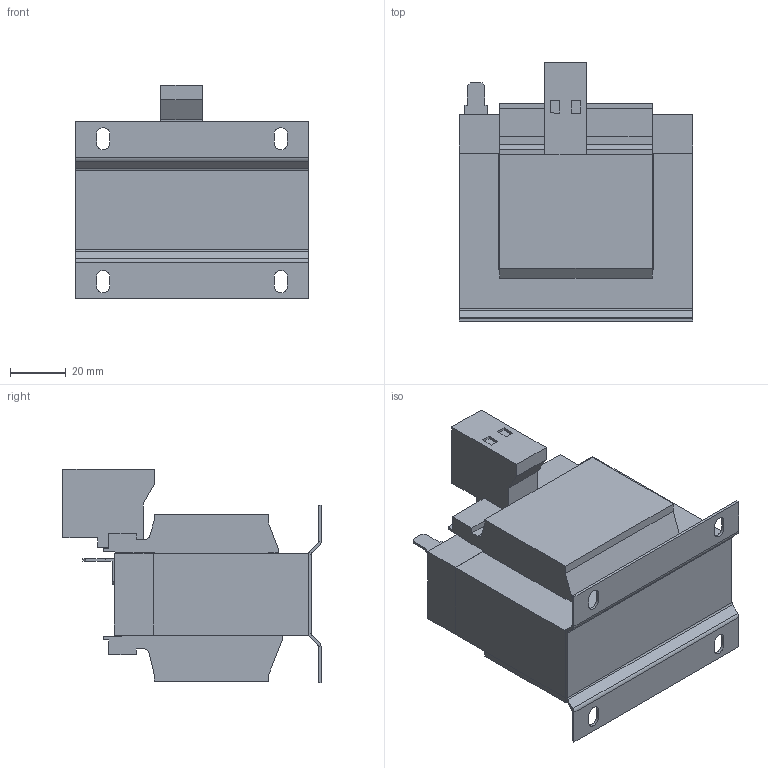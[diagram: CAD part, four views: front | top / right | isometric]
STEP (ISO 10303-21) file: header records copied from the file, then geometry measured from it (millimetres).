
FILE_DESCRIPTION (( 'STEP AP214' ), '1' );
FILE_NAME ('188653_defeature.STEP', '2020-05-29T00:27:12', ( '' ), ( '' ), 'SwSTEP 2.0', 'SolidWorks 2018', '' );
FILE_SCHEMA (( 'AUTOMOTIVE_DESIGN' ));
Length unit declared in the file: millimetre
Products named in the file (1): 188653_defeature
Bounding box: 84 x 93.05 x 77.1 mm (x, y, z)
Volume: 273304.4 mm3; surface area: 49717.2 mm2
Topology: 1 solids, 1 shells, 177 faces, 464 edges, 292 vertices
Faces by surface type: plane 141, cylinder 36
Entity records: 5392 total; most frequent: CARTESIAN_POINT 934, ORIENTED_EDGE 928, DIRECTION 892, EDGE_CURVE 464, VECTOR 392, LINE 392, VERTEX_POINT 292, AXIS2_PLACEMENT_3D 250
